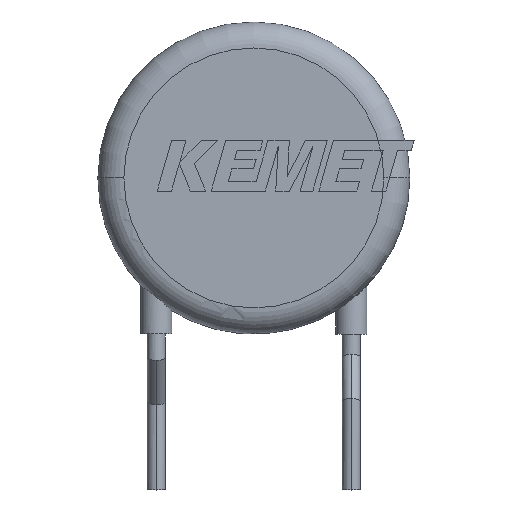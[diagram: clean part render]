
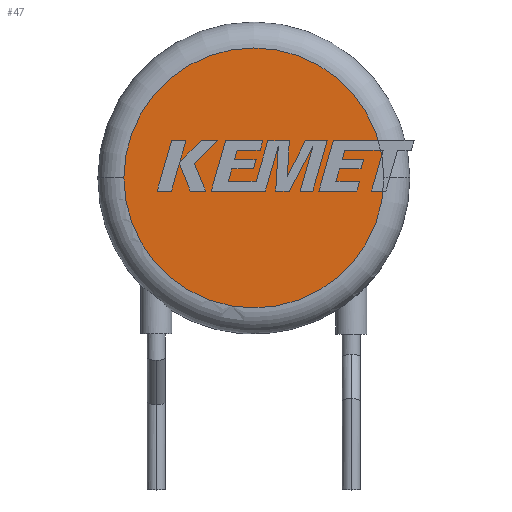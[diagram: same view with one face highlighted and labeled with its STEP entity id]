
A CAD part, top view. The second image highlights one B-rep face of the part: STEP entity #47.
In plain terms, the highlighted planar face has unit normal (0, 0, 1).
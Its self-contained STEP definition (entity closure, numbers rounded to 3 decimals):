
#27 = CIRCLE ( 'NONE', #1136, 5. ) ;
#47 = ADVANCED_FACE ( 'NONE', ( #2499 ), #767, .T. ) ;
#171 = EDGE_CURVE ( 'NONE', #1595, #454, #2678, .T. ) ;
#454 = VERTEX_POINT ( 'NONE', #665 ) ;
#665 = CARTESIAN_POINT ( 'NONE',  ( -5., 0., 5. ) ) ;
#767 = PLANE ( 'NONE',  #2364 ) ;
#939 = EDGE_CURVE ( 'NONE', #454, #1595, #27, .T. ) ;
#1136 = AXIS2_PLACEMENT_3D ( 'NONE', #1337, #3678, #3627 ) ;
#1337 = CARTESIAN_POINT ( 'NONE',  ( 0., 0., 5. ) ) ;
#1595 = VERTEX_POINT ( 'NONE', #2954 ) ;
#1605 = DIRECTION ( 'NONE',  ( 0., 0., 1. ) ) ;
#1820 = ORIENTED_EDGE ( 'NONE', *, *, #939, .T. ) ;
#2364 = AXIS2_PLACEMENT_3D ( 'NONE', #2511, #3115, #2529 ) ;
#2426 = AXIS2_PLACEMENT_3D ( 'NONE', #3063, #1605, #2777 ) ;
#2499 = FACE_OUTER_BOUND ( 'NONE', #2590, .T. ) ;
#2511 = CARTESIAN_POINT ( 'NONE',  ( 0., 0., 5. ) ) ;
#2529 = DIRECTION ( 'NONE',  ( 1., 0., 0. ) ) ;
#2534 = ORIENTED_EDGE ( 'NONE', *, *, #171, .T. ) ;
#2590 = EDGE_LOOP ( 'NONE', ( #2534, #1820 ) ) ;
#2678 = CIRCLE ( 'NONE', #2426, 5. ) ;
#2777 = DIRECTION ( 'NONE',  ( 1., 0., 0. ) ) ;
#2954 = CARTESIAN_POINT ( 'NONE',  ( 5., 0., 5. ) ) ;
#3063 = CARTESIAN_POINT ( 'NONE',  ( 0., 0., 5. ) ) ;
#3115 = DIRECTION ( 'NONE',  ( 0., 0., 1. ) ) ;
#3627 = DIRECTION ( 'NONE',  ( 1., 0., 0. ) ) ;
#3678 = DIRECTION ( 'NONE',  ( 0., 0., 1. ) ) ;
